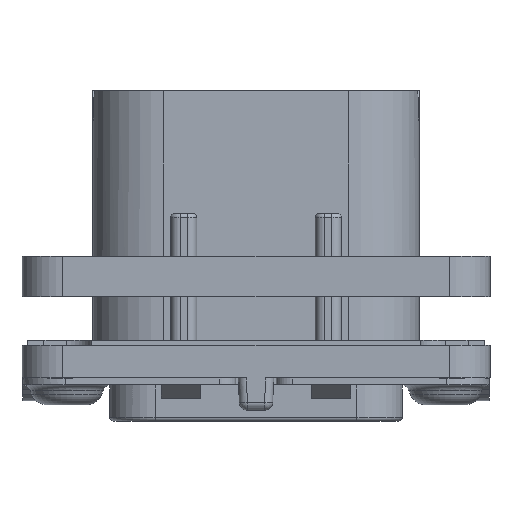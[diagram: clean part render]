
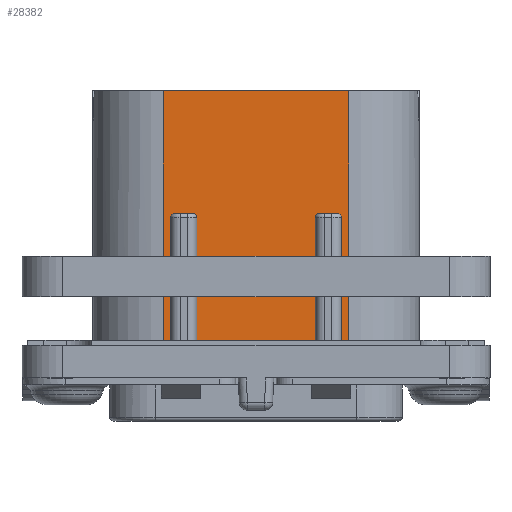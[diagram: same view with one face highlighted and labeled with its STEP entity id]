
A CAD part, front view. The second image highlights one B-rep face of the part: STEP entity #28382.
In plain terms, the highlighted planar face has unit normal (0, -1, 0).
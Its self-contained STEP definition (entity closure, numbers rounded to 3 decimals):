
#1176=DIRECTION('',(1.,0.,0.));
#1177=VECTOR('',#1176,11.4);
#1178=CARTESIAN_POINT('',(-5.7,-9.,17.67));
#1179=LINE('',#1178,#1177);
#5115=DIRECTION('',(1.,0.,0.));
#5116=VECTOR('',#5115,0.45);
#5117=CARTESIAN_POINT('',(-5.7,-9.,2.));
#5118=LINE('',#5117,#5116);
#5127=CARTESIAN_POINT('',(-5.,-9.,9.87));
#5128=DIRECTION('',(0.,1.,0.));
#5129=DIRECTION('',(-1.,0.,0.));
#5130=AXIS2_PLACEMENT_3D('',#5127,#5128,#5129);
#5159=CARTESIAN_POINT('',(-3.9,-9.,9.87));
#5160=DIRECTION('',(0.,1.,0.));
#5161=DIRECTION('',(0.,0.,1.));
#5162=AXIS2_PLACEMENT_3D('',#5159,#5160,#5161);
#5172=DIRECTION('',(0.,0.,1.));
#5173=VECTOR('',#5172,7.87);
#5174=CARTESIAN_POINT('',(5.25,-9.,2.));
#5175=LINE('',#5174,#5173);
#5176=DIRECTION('',(1.,0.,0.));
#5177=VECTOR('',#5176,1.1);
#5178=CARTESIAN_POINT('',(3.9,-9.,10.12));
#5179=LINE('',#5178,#5177);
#5180=DIRECTION('',(0.,0.,1.));
#5181=VECTOR('',#5180,7.87);
#5182=CARTESIAN_POINT('',(3.65,-9.,2.));
#5183=LINE('',#5182,#5181);
#5184=DIRECTION('',(0.,0.,1.));
#5185=VECTOR('',#5184,7.87);
#5186=CARTESIAN_POINT('',(-3.65,-9.,2.));
#5187=LINE('',#5186,#5185);
#5188=DIRECTION('',(1.,0.,0.));
#5189=VECTOR('',#5188,1.1);
#5190=CARTESIAN_POINT('',(-5.,-9.,10.12));
#5191=LINE('',#5190,#5189);
#5192=DIRECTION('',(0.,0.,1.));
#5193=VECTOR('',#5192,7.87);
#5194=CARTESIAN_POINT('',(-5.25,-9.,2.));
#5195=LINE('',#5194,#5193);
#5196=DIRECTION('',(0.,0.,-1.));
#5197=VECTOR('',#5196,15.67);
#5198=CARTESIAN_POINT('',(-5.7,-9.,17.67));
#5199=LINE('',#5198,#5197);
#5200=DIRECTION('',(0.,0.,-1.));
#5201=VECTOR('',#5200,15.67);
#5202=CARTESIAN_POINT('',(5.7,-9.,17.67));
#5203=LINE('',#5202,#5201);
#5217=CARTESIAN_POINT('',(5.,-9.,9.87));
#5218=DIRECTION('',(0.,1.,0.));
#5219=DIRECTION('',(0.,0.,1.));
#5220=AXIS2_PLACEMENT_3D('',#5217,#5218,#5219);
#5259=CARTESIAN_POINT('',(3.9,-9.,9.87));
#5260=DIRECTION('',(0.,1.,0.));
#5261=DIRECTION('',(-1.,0.,0.));
#5262=AXIS2_PLACEMENT_3D('',#5259,#5260,#5261);
#5350=DIRECTION('',(1.,0.,0.));
#5351=VECTOR('',#5350,0.45);
#5352=CARTESIAN_POINT('',(5.25,-9.,2.));
#5353=LINE('',#5352,#5351);
#11131=DIRECTION('',(1.,0.,0.));
#11132=VECTOR('',#11131,7.3);
#11133=CARTESIAN_POINT('',(-3.65,-9.,2.));
#11134=LINE('',#11133,#11132);
#18075=CARTESIAN_POINT('',(-5.7,-9.,17.67));
#18076=CARTESIAN_POINT('',(-5.7,-9.,2.));
#18077=VERTEX_POINT('',#18075);
#18078=VERTEX_POINT('',#18076);
#18079=CARTESIAN_POINT('',(5.7,-9.,17.67));
#18080=CARTESIAN_POINT('',(5.7,-9.,2.));
#18081=VERTEX_POINT('',#18079);
#18082=VERTEX_POINT('',#18080);
#18233=CARTESIAN_POINT('',(-5.25,-9.,2.));
#18234=VERTEX_POINT('',#18233);
#18235=CARTESIAN_POINT('',(-3.65,-9.,2.));
#18236=CARTESIAN_POINT('',(3.65,-9.,2.));
#18237=VERTEX_POINT('',#18235);
#18238=VERTEX_POINT('',#18236);
#18239=CARTESIAN_POINT('',(5.25,-9.,2.));
#18240=VERTEX_POINT('',#18239);
#20706=CARTESIAN_POINT('',(-3.65,-9.,9.87));
#20708=VERTEX_POINT('',#20706);
#20710=CARTESIAN_POINT('',(-3.9,-9.,10.12));
#20712=VERTEX_POINT('',#20710);
#20733=CARTESIAN_POINT('',(-5.,-9.,10.12));
#20734=VERTEX_POINT('',#20733);
#20735=CARTESIAN_POINT('',(-5.25,-9.,9.87));
#20736=VERTEX_POINT('',#20735);
#20738=CARTESIAN_POINT('',(5.25,-9.,9.87));
#20740=VERTEX_POINT('',#20738);
#20742=CARTESIAN_POINT('',(5.,-9.,10.12));
#20744=VERTEX_POINT('',#20742);
#20745=CARTESIAN_POINT('',(3.9,-9.,10.12));
#20747=VERTEX_POINT('',#20745);
#20749=CARTESIAN_POINT('',(3.65,-9.,9.87));
#20751=VERTEX_POINT('',#20749);
#28352=CARTESIAN_POINT('',(-10.05,-9.,2.));
#28353=DIRECTION('',(0.,-1.,0.));
#28354=DIRECTION('',(1.,0.,0.));
#28355=AXIS2_PLACEMENT_3D('',#28352,#28353,#28354);
#28356=PLANE('',#28355);
#28358=ORIENTED_EDGE('',*,*,#28357,.T.);
#28360=ORIENTED_EDGE('',*,*,#28359,.F.);
#28362=ORIENTED_EDGE('',*,*,#28361,.F.);
#28364=ORIENTED_EDGE('',*,*,#28363,.F.);
#28366=ORIENTED_EDGE('',*,*,#28365,.F.);
#28368=ORIENTED_EDGE('',*,*,#28367,.F.);
#28369=ORIENTED_EDGE('',*,*,#28343,.T.);
#28370=ORIENTED_EDGE('',*,*,#28332,.F.);
#28371=ORIENTED_EDGE('',*,*,#28317,.F.);
#28372=ORIENTED_EDGE('',*,*,#28298,.F.);
#28373=ORIENTED_EDGE('',*,*,#28283,.F.);
#28374=ORIENTED_EDGE('',*,*,#28268,.F.);
#28375=ORIENTED_EDGE('',*,*,#22709,.F.);
#28376=ORIENTED_EDGE('',*,*,#22894,.T.);
#28377=ORIENTED_EDGE('',*,*,#23150,.T.);
#28379=ORIENTED_EDGE('',*,*,#28378,.F.);
#28380=EDGE_LOOP('',(#28358,#28360,#28362,#28364,#28366,#28368,#28369,#28370,
#28371,#28372,#28373,#28374,#28375,#28376,#28377,#28379));
#28381=FACE_OUTER_BOUND('',#28380,.F.);
#28382=ADVANCED_FACE('',(#28381),#28356,.T.);
#5131=CIRCLE('',#5130,0.25);
#5163=CIRCLE('',#5162,0.25);
#5221=CIRCLE('',#5220,0.25);
#5263=CIRCLE('',#5262,0.25);
#22709=EDGE_CURVE('',#18077,#18078,#5199,.T.);
#22894=EDGE_CURVE('',#18077,#18081,#1179,.T.);
#23150=EDGE_CURVE('',#18081,#18082,#5203,.T.);
#28268=EDGE_CURVE('',#18078,#18234,#5118,.T.);
#28283=EDGE_CURVE('',#18234,#20736,#5195,.T.);
#28298=EDGE_CURVE('',#20736,#20734,#5131,.T.);
#28317=EDGE_CURVE('',#20734,#20712,#5191,.T.);
#28332=EDGE_CURVE('',#20712,#20708,#5163,.T.);
#28343=EDGE_CURVE('',#18237,#20708,#5187,.T.);
#28357=EDGE_CURVE('',#18240,#20740,#5175,.T.);
#28359=EDGE_CURVE('',#20744,#20740,#5221,.T.);
#28361=EDGE_CURVE('',#20747,#20744,#5179,.T.);
#28363=EDGE_CURVE('',#20751,#20747,#5263,.T.);
#28365=EDGE_CURVE('',#18238,#20751,#5183,.T.);
#28367=EDGE_CURVE('',#18237,#18238,#11134,.T.);
#28378=EDGE_CURVE('',#18240,#18082,#5353,.T.);
